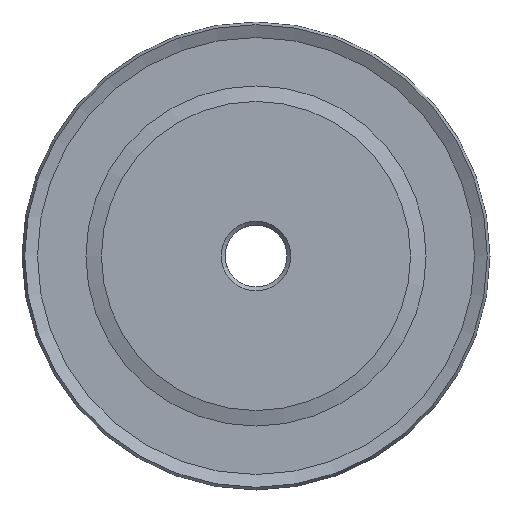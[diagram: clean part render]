
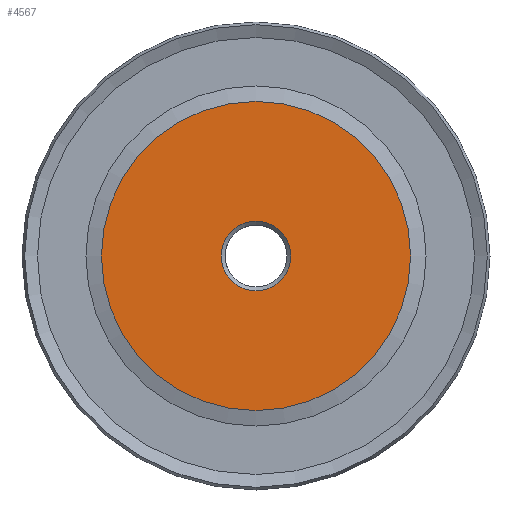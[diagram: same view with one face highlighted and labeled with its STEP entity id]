
A CAD part, left-side view. The second image highlights one B-rep face of the part: STEP entity #4567.
In plain terms, the highlighted planar face has unit normal (-1, 0, 0).
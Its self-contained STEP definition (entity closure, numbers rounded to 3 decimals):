
#4567 = ADVANCED_FACE('',(#4568,#4604),#4581,.F.);
#4568 = FACE_BOUND('',#4569,.F.);
#4569 = EDGE_LOOP('',(#4570));
#4570 = ORIENTED_EDGE('',*,*,#4571,.F.);
#4571 = EDGE_CURVE('',#4572,#4572,#4574,.T.);
#4572 = VERTEX_POINT('',#4573);
#4573 = CARTESIAN_POINT('',(-7.,0.,4.5));
#4574 = SURFACE_CURVE('',#4575,(#4580,#4592),.PCURVE_S1.);
#4575 = CIRCLE('',#4576,4.5);
#4576 = AXIS2_PLACEMENT_3D('',#4577,#4578,#4579);
#4577 = CARTESIAN_POINT('',(-7.,0.,0.));
#4578 = DIRECTION('',(1.,0.,0.));
#4579 = DIRECTION('',(0.,0.,1.));
#4580 = PCURVE('',#4581,#4586);
#4581 = PLANE('',#4582);
#4582 = AXIS2_PLACEMENT_3D('',#4583,#4584,#4585);
#4583 = CARTESIAN_POINT('',(-7.,0.,0.));
#4584 = DIRECTION('',(1.,0.,0.));
#4585 = DIRECTION('',(0.,0.,1.));
#4586 = DEFINITIONAL_REPRESENTATION('',(#4587),#4591);
#4587 = CIRCLE('',#4588,4.5);
#4588 = AXIS2_PLACEMENT_2D('',#4589,#4590);
#4589 = CARTESIAN_POINT('',(0.,0.));
#4590 = DIRECTION('',(1.,0.));
#4591 = ( GEOMETRIC_REPRESENTATION_CONTEXT(2) 
PARAMETRIC_REPRESENTATION_CONTEXT() REPRESENTATION_CONTEXT('2D SPACE',''
  ) );
#4592 = PCURVE('',#4593,#4598);
#4593 = CONICAL_SURFACE('',#4594,4.,0.785);
#4594 = AXIS2_PLACEMENT_3D('',#4595,#4596,#4597);
#4595 = CARTESIAN_POINT('',(-6.5,0.,0.));
#4596 = DIRECTION('',(-1.,-0.,-0.));
#4597 = DIRECTION('',(0.,0.,1.));
#4598 = DEFINITIONAL_REPRESENTATION('',(#4599),#4603);
#4599 = LINE('',#4600,#4601);
#4600 = CARTESIAN_POINT('',(0.,0.5));
#4601 = VECTOR('',#4602,1.);
#4602 = DIRECTION('',(-1.,-0.));
#4603 = ( GEOMETRIC_REPRESENTATION_CONTEXT(2) 
PARAMETRIC_REPRESENTATION_CONTEXT() REPRESENTATION_CONTEXT('2D SPACE',''
  ) );
#4604 = FACE_BOUND('',#4605,.F.);
#4605 = EDGE_LOOP('',(#4606));
#4606 = ORIENTED_EDGE('',*,*,#4607,.T.);
#4607 = EDGE_CURVE('',#4608,#4608,#4610,.T.);
#4608 = VERTEX_POINT('',#4609);
#4609 = CARTESIAN_POINT('',(-7.,0.,20.));
#4610 = SURFACE_CURVE('',#4611,(#4616,#4623),.PCURVE_S1.);
#4611 = CIRCLE('',#4612,20.);
#4612 = AXIS2_PLACEMENT_3D('',#4613,#4614,#4615);
#4613 = CARTESIAN_POINT('',(-7.,0.,0.));
#4614 = DIRECTION('',(1.,0.,0.));
#4615 = DIRECTION('',(0.,0.,1.));
#4616 = PCURVE('',#4581,#4617);
#4617 = DEFINITIONAL_REPRESENTATION('',(#4618),#4622);
#4618 = CIRCLE('',#4619,20.);
#4619 = AXIS2_PLACEMENT_2D('',#4620,#4621);
#4620 = CARTESIAN_POINT('',(0.,0.));
#4621 = DIRECTION('',(1.,0.));
#4622 = ( GEOMETRIC_REPRESENTATION_CONTEXT(2) 
PARAMETRIC_REPRESENTATION_CONTEXT() REPRESENTATION_CONTEXT('2D SPACE',''
  ) );
#4623 = PCURVE('',#4624,#4629);
#4624 = CONICAL_SURFACE('',#4625,22.,1.271);
#4625 = AXIS2_PLACEMENT_3D('',#4626,#4627,#4628);
#4626 = CARTESIAN_POINT('',(-6.383,0.,0.));
#4627 = DIRECTION('',(1.,0.,0.));
#4628 = DIRECTION('',(0.,0.,1.));
#4629 = DEFINITIONAL_REPRESENTATION('',(#4630),#4634);
#4630 = LINE('',#4631,#4632);
#4631 = CARTESIAN_POINT('',(0.,-0.617));
#4632 = VECTOR('',#4633,1.);
#4633 = DIRECTION('',(1.,-0.));
#4634 = ( GEOMETRIC_REPRESENTATION_CONTEXT(2) 
PARAMETRIC_REPRESENTATION_CONTEXT() REPRESENTATION_CONTEXT('2D SPACE',''
  ) );
